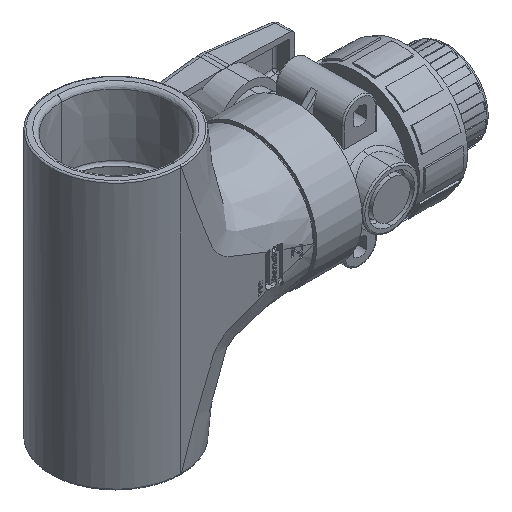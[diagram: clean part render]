
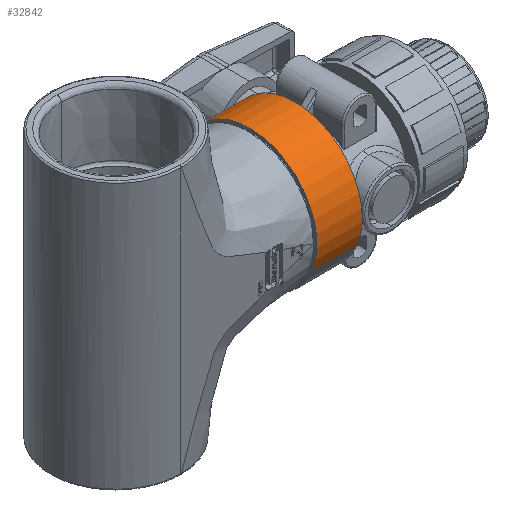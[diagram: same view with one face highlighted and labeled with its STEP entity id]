
A CAD part, isometric view. The second image highlights one B-rep face of the part: STEP entity #32842.
In plain terms, the highlighted cylindrical face has radius 37.719 mm (diameter 75.438 mm), a partial arc.
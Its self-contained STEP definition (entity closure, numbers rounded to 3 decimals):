
#270 = AXIS2_PLACEMENT_3D ( 'NONE', #23037, #9371, #26435 ) ;
#3383 = VERTEX_POINT ( 'NONE', #23568 ) ;
#4608 = CYLINDRICAL_SURFACE ( 'NONE', #21627, 37.719 ) ;
#5651 = DIRECTION ( 'NONE',  ( 0., 0.924, 0.382 ) ) ;
#6187 = ORIENTED_EDGE ( 'NONE', *, *, #40445, .T. ) ;
#9371 = DIRECTION ( 'NONE',  ( -1., 0., 0. ) ) ;
#9656 = DIRECTION ( 'NONE',  ( -1., 0., 0. ) ) ;
#10096 = CARTESIAN_POINT ( 'NONE',  ( -14.3, 34.861, 14.403 ) ) ;
#11750 = CARTESIAN_POINT ( 'NONE',  ( -42.875, 34.861, 14.403 ) ) ;
#12784 = CARTESIAN_POINT ( 'NONE',  ( -42.875, 0., 0. ) ) ;
#13528 = EDGE_LOOP ( 'NONE', ( #31923, #41555, #20366, #6187 ) ) ;
#14116 = EDGE_CURVE ( 'NONE', #32937, #26299, #32444, .T. ) ;
#16910 = VECTOR ( 'NONE', #20500, 1000. ) ;
#19558 = LINE ( 'NONE', #33248, #16910 ) ;
#20055 = FACE_OUTER_BOUND ( 'NONE', #13528, .T. ) ;
#20366 = ORIENTED_EDGE ( 'NONE', *, *, #14116, .T. ) ;
#20500 = DIRECTION ( 'NONE',  ( -1., 0., 0. ) ) ;
#20797 = CARTESIAN_POINT ( 'NONE',  ( -17.475, 34.861, 14.403 ) ) ;
#21517 = AXIS2_PLACEMENT_3D ( 'NONE', #12784, #29698, #5651 ) ;
#21627 = AXIS2_PLACEMENT_3D ( 'NONE', #40669, #9656, #26856 ) ;
#21868 = VERTEX_POINT ( 'NONE', #28851 ) ;
#23037 = CARTESIAN_POINT ( 'NONE',  ( -17.475, 0., 0. ) ) ;
#23476 = VECTOR ( 'NONE', #33836, 1000. ) ;
#23568 = CARTESIAN_POINT ( 'NONE',  ( -42.875, -34.861, -14.403 ) ) ;
#24964 = CIRCLE ( 'NONE', #21517, 37.719 ) ;
#25437 = CIRCLE ( 'NONE', #270, 37.719 ) ;
#26299 = VERTEX_POINT ( 'NONE', #11750 ) ;
#26435 = DIRECTION ( 'NONE',  ( 0., 0.924, 0.382 ) ) ;
#26856 = DIRECTION ( 'NONE',  ( 0., 0.924, 0.382 ) ) ;
#28851 = CARTESIAN_POINT ( 'NONE',  ( -17.475, -34.861, -14.403 ) ) ;
#29303 = EDGE_CURVE ( 'NONE', #21868, #32937, #25437, .T. ) ;
#29698 = DIRECTION ( 'NONE',  ( 1., 0., 0. ) ) ;
#31923 = ORIENTED_EDGE ( 'NONE', *, *, #42630, .F. ) ;
#32444 = LINE ( 'NONE', #10096, #23476 ) ;
#32842 = ADVANCED_FACE ( 'NONE', ( #20055 ), #4608, .T. ) ;
#32937 = VERTEX_POINT ( 'NONE', #20797 ) ;
#33248 = CARTESIAN_POINT ( 'NONE',  ( -14.3, -34.861, -14.403 ) ) ;
#33836 = DIRECTION ( 'NONE',  ( -1., 0., 0. ) ) ;
#40445 = EDGE_CURVE ( 'NONE', #26299, #3383, #24964, .T. ) ;
#40669 = CARTESIAN_POINT ( 'NONE',  ( -14.3, 0., 0. ) ) ;
#41555 = ORIENTED_EDGE ( 'NONE', *, *, #29303, .T. ) ;
#42630 = EDGE_CURVE ( 'NONE', #21868, #3383, #19558, .T. ) ;
